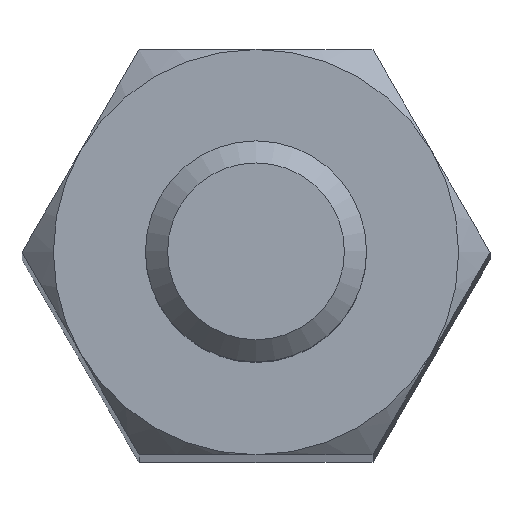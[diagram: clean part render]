
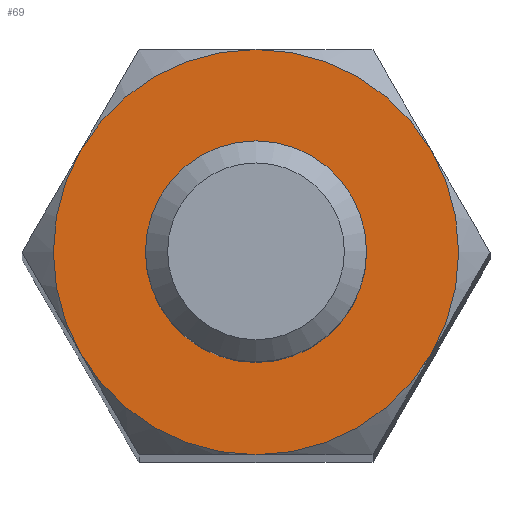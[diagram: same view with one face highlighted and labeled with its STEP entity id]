
A CAD part, top view. The second image highlights one B-rep face of the part: STEP entity #69.
In plain terms, the highlighted planar face has unit normal (0, 0, 1).
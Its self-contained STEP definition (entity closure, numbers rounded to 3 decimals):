
#69 = ADVANCED_FACE( '', ( #156, #157 ), #158, .F. );
#156 = FACE_BOUND( '', #268, .T. );
#157 = FACE_OUTER_BOUND( '', #269, .T. );
#158 = PLANE( '', #270 );
#268 = EDGE_LOOP( '', ( #414 ) );
#269 = EDGE_LOOP( '', ( #415, #416, #417, #418, #419, #420 ) );
#270 = AXIS2_PLACEMENT_3D( '', #421, #422, #423 );
#414 = ORIENTED_EDGE( '', *, *, #621, .T. );
#415 = ORIENTED_EDGE( '', *, *, #622, .T. );
#416 = ORIENTED_EDGE( '', *, *, #589, .T. );
#417 = ORIENTED_EDGE( '', *, *, #585, .T. );
#418 = ORIENTED_EDGE( '', *, *, #623, .T. );
#419 = ORIENTED_EDGE( '', *, *, #624, .T. );
#420 = ORIENTED_EDGE( '', *, *, #625, .T. );
#421 = CARTESIAN_POINT( '', ( 0., 0., 0. ) );
#422 = DIRECTION( '', ( 0., 0., -1. ) );
#423 = DIRECTION( '', ( -1., 0., 0. ) );
#585 = EDGE_CURVE( '', #668, #671, #673, .F. );
#589 = EDGE_CURVE( '', #675, #668, #679, .F. );
#621 = EDGE_CURVE( '', #730, #730, #731, .T. );
#622 = EDGE_CURVE( '', #690, #675, #732, .F. );
#623 = EDGE_CURVE( '', #671, #733, #734, .F. );
#624 = EDGE_CURVE( '', #733, #710, #735, .F. );
#625 = EDGE_CURVE( '', #710, #690, #736, .T. );
#668 = VERTEX_POINT( '', #787 );
#671 = VERTEX_POINT( '', #797 );
#673 = CIRCLE( '', #806, 2.75 );
#675 = VERTEX_POINT( '', #808 );
#679 = CIRCLE( '', #824, 2.75 );
#690 = VERTEX_POINT( '', #849 );
#710 = VERTEX_POINT( '', #915 );
#730 = VERTEX_POINT( '', #961 );
#731 = CIRCLE( '', #962, 1.3 );
#732 = CIRCLE( '', #963, 2.75 );
#733 = VERTEX_POINT( '', #964 );
#734 = CIRCLE( '', #965, 2.75 );
#735 = CIRCLE( '', #966, 2.75 );
#736 = CIRCLE( '', #967, 2.75 );
#787 = CARTESIAN_POINT( '', ( 0., -2.75, 0. ) );
#797 = CARTESIAN_POINT( '', ( 2.382, -1.375, 0. ) );
#806 = AXIS2_PLACEMENT_3D( '', #1063, #1064, #1065 );
#808 = CARTESIAN_POINT( '', ( -2.382, -1.375, 0. ) );
#824 = AXIS2_PLACEMENT_3D( '', #1066, #1067, #1068 );
#849 = CARTESIAN_POINT( '', ( -2.382, 1.375, 0. ) );
#915 = CARTESIAN_POINT( '', ( 0., 2.75, 0. ) );
#961 = CARTESIAN_POINT( '', ( -1.3, 0., 0. ) );
#962 = AXIS2_PLACEMENT_3D( '', #1095, #1096, #1097 );
#963 = AXIS2_PLACEMENT_3D( '', #1098, #1099, #1100 );
#964 = CARTESIAN_POINT( '', ( 2.382, 1.375, 0. ) );
#965 = AXIS2_PLACEMENT_3D( '', #1101, #1102, #1103 );
#966 = AXIS2_PLACEMENT_3D( '', #1104, #1105, #1106 );
#967 = AXIS2_PLACEMENT_3D( '', #1107, #1108, #1109 );
#1063 = CARTESIAN_POINT( '', ( 0., 0., 0. ) );
#1064 = DIRECTION( '', ( 0., 0., -1. ) );
#1065 = DIRECTION( '', ( -1., 0., 0. ) );
#1066 = CARTESIAN_POINT( '', ( 0., 0., 0. ) );
#1067 = DIRECTION( '', ( 0., 0., -1. ) );
#1068 = DIRECTION( '', ( -1., 0., 0. ) );
#1095 = CARTESIAN_POINT( '', ( 0., 0., 0. ) );
#1096 = DIRECTION( '', ( 0., 0., -1. ) );
#1097 = DIRECTION( '', ( -1., 0., 0. ) );
#1098 = CARTESIAN_POINT( '', ( 0., 0., 0. ) );
#1099 = DIRECTION( '', ( 0., 0., -1. ) );
#1100 = DIRECTION( '', ( -1., 0., 0. ) );
#1101 = CARTESIAN_POINT( '', ( 0., 0., 0. ) );
#1102 = DIRECTION( '', ( 0., 0., -1. ) );
#1103 = DIRECTION( '', ( -1., 0., 0. ) );
#1104 = CARTESIAN_POINT( '', ( 0., 0., 0. ) );
#1105 = DIRECTION( '', ( 0., 0., -1. ) );
#1106 = DIRECTION( '', ( -1., 0., 0. ) );
#1107 = CARTESIAN_POINT( '', ( 0., 0., 0. ) );
#1108 = DIRECTION( '', ( 0., 0., 1. ) );
#1109 = DIRECTION( '', ( 1., 0., 0. ) );
